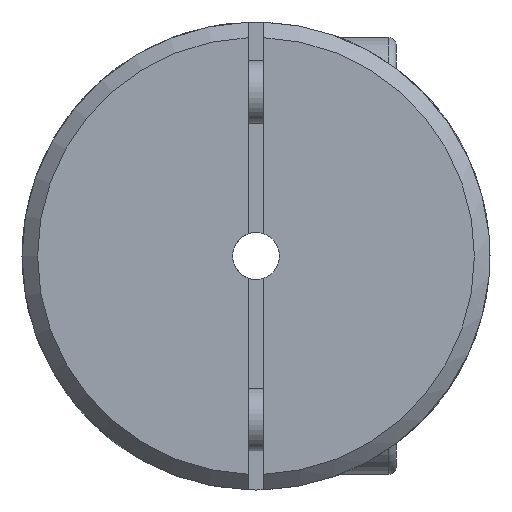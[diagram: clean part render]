
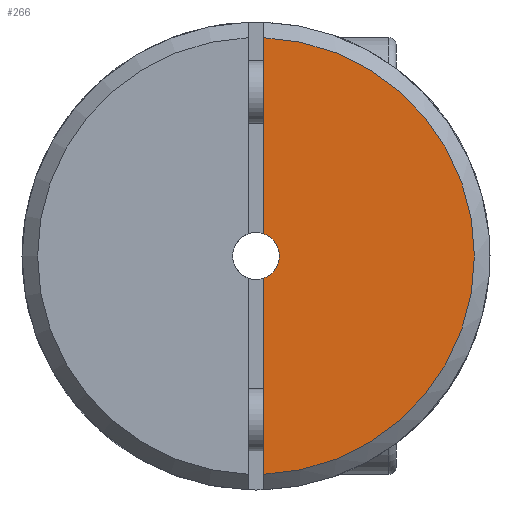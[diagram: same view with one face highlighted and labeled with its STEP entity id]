
A CAD part, left-side view. The second image highlights one B-rep face of the part: STEP entity #266.
In plain terms, the highlighted planar face has unit normal (-1, 0, 0).
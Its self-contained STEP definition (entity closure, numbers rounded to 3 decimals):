
#266 = ADVANCED_FACE( '', ( #338 ), #339, .T. );
#338 = FACE_OUTER_BOUND( '', #471, .T. );
#339 = PLANE( '', #472 );
#471 = EDGE_LOOP( '', ( #658, #659, #660, #661 ) );
#472 = AXIS2_PLACEMENT_3D( '', #662, #663, #664 );
#658 = ORIENTED_EDGE( '', *, *, #972, .F. );
#659 = ORIENTED_EDGE( '', *, *, #973, .T. );
#660 = ORIENTED_EDGE( '', *, *, #969, .T. );
#661 = ORIENTED_EDGE( '', *, *, #948, .T. );
#662 = CARTESIAN_POINT( '', ( -17.5, 14., 0. ) );
#663 = DIRECTION( '', ( -1., 0., 0. ) );
#664 = DIRECTION( '', ( 0., 0., 1. ) );
#948 = EDGE_CURVE( '', #1064, #1065, #1066, .T. );
#969 = EDGE_CURVE( '', #1100, #1064, #1101, .T. );
#972 = EDGE_CURVE( '', #1105, #1065, #1106, .T. );
#973 = EDGE_CURVE( '', #1105, #1100, #1107, .T. );
#1064 = VERTEX_POINT( '', #1369 );
#1065 = VERTEX_POINT( '', #1370 );
#1066 = LINE( '', #1371, #1372 );
#1100 = VERTEX_POINT( '', #1425 );
#1101 = CIRCLE( '', #1426, 1.5 );
#1105 = VERTEX_POINT( '', #1431 );
#1106 = CIRCLE( '', #1432, 14. );
#1107 = LINE( '', #1433, #1434 );
#1369 = CARTESIAN_POINT( '', ( -17.5, -0.5, -1.414 ) );
#1370 = CARTESIAN_POINT( '', ( -17.5, -0.5, -13.991 ) );
#1371 = CARTESIAN_POINT( '', ( -17.5, -0.5, 14.992 ) );
#1372 = VECTOR( '', #1831, 1000. );
#1425 = CARTESIAN_POINT( '', ( -17.5, -0.5, 1.414 ) );
#1426 = AXIS2_PLACEMENT_3D( '', #1863, #1864, #1865 );
#1431 = CARTESIAN_POINT( '', ( -17.5, -0.5, 13.991 ) );
#1432 = AXIS2_PLACEMENT_3D( '', #1870, #1871, #1872 );
#1433 = CARTESIAN_POINT( '', ( -17.5, -0.5, 14.992 ) );
#1434 = VECTOR( '', #1873, 1000. );
#1831 = DIRECTION( '', ( 0., 0., -1. ) );
#1863 = CARTESIAN_POINT( '', ( -17.5, 0., 0. ) );
#1864 = DIRECTION( '', ( 1., 0., 0. ) );
#1865 = DIRECTION( '', ( 0., 0., -1. ) );
#1870 = CARTESIAN_POINT( '', ( -17.5, 0., 0. ) );
#1871 = DIRECTION( '', ( 1., 0., 0. ) );
#1872 = DIRECTION( '', ( 0., 0., -1. ) );
#1873 = DIRECTION( '', ( 0., 0., -1. ) );
